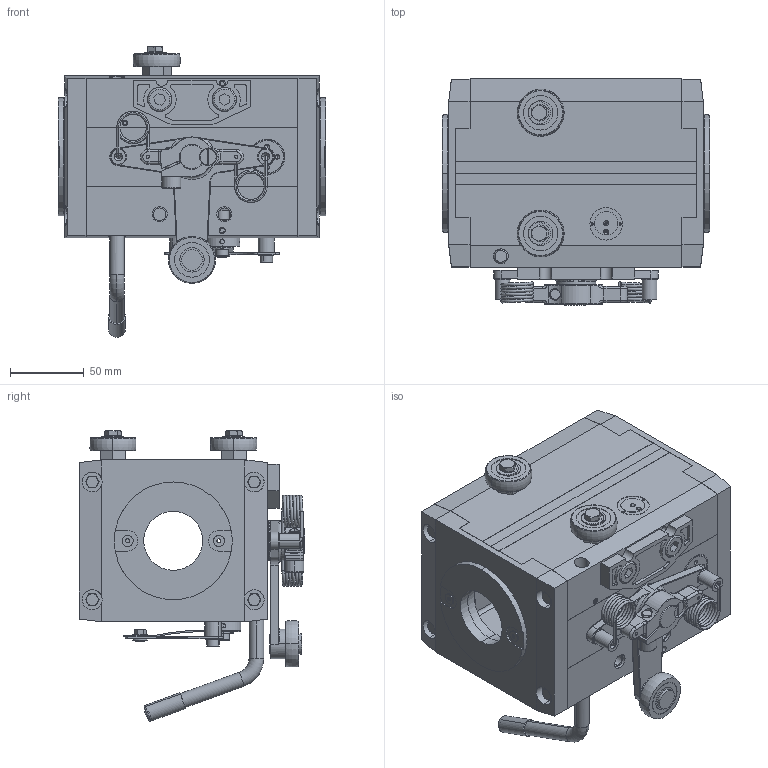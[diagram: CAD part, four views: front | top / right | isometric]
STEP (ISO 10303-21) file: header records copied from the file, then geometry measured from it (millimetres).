
FILE_DESCRIPTION (( 'STEP AP214' ), '1' );
FILE_NAME ('RG3-40-2MCRF Drehrichtung rechts.STEP', '2019-10-18T05:44:38', ( '' ), ( '' ), 'SwSTEP 2.0', 'SolidWorks 2019', '' );
FILE_SCHEMA (( 'AUTOMOTIVE_DESIGN' ));
Length unit declared in the file: millimetre
Products named in the file (1): RG3-40-2MCRF Drehrichtung rechts
Bounding box: 182 x 153.5 x 197.37 mm (x, y, z)
Volume: 1025312.6 mm3; surface area: 380395.6 mm2
Topology: 78 solids, 78 shells, 3403 faces, 8807 edges, 5633 vertices
Faces by surface type: plane 1549, cylinder 1147, cone 337, torus 154, bspline 142, sphere 74
Entity records: 152713 total; most frequent: CARTESIAN_POINT 31145, ORIENTED_EDGE 17472, DIRECTION 17344, EDGE_CURVE 8736, AXIS2_PLACEMENT_3D 6316, VERTEX_POINT 5633, LINE 4712, VECTOR 4712
